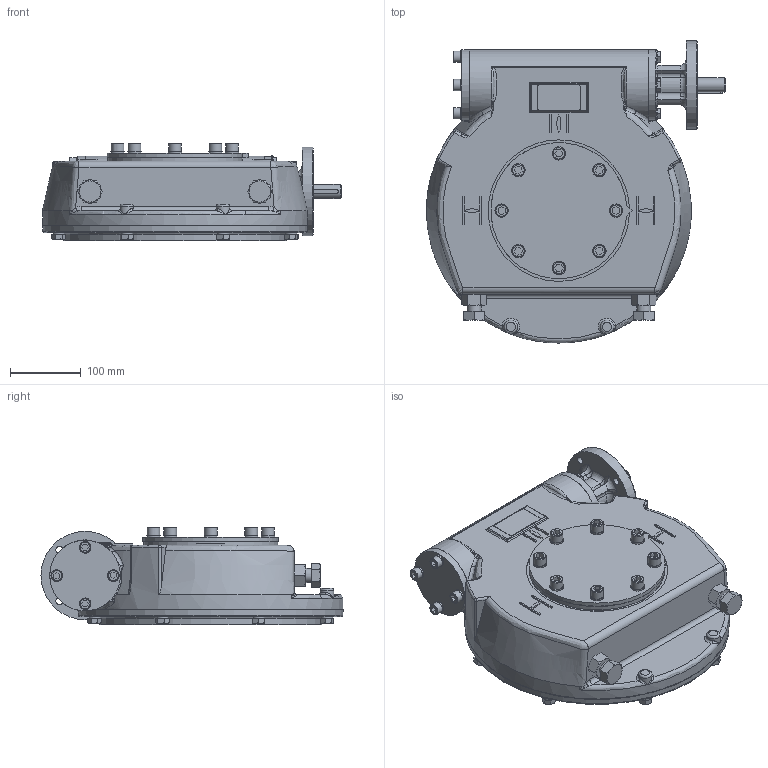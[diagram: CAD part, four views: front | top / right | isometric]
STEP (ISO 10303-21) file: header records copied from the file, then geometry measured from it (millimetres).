
FILE_DESCRIPTION(/* description */ ('Unknown'),/* implementation_level */ '2;1');
FILE_NAME(/* name */ 'PUB-IW63FB-F10-F25',/* time_stamp */ '2016-07-08T10:45:48+01:00',/* author */ ('Unknown'),/* organization */ ('Unknown'),/* preprocessor_version */ 'ST-DEVELOPER v16',/* originating_system */ 'DEX',/* authorisation */ $);
FILE_SCHEMA (('AUTOMOTIVE_DESIGN {1 0 10303 214 3 1 1}'));
Length unit declared in the file: millimetre
Products named in the file (1): PUB-IW63FB-F10-F25
Bounding box: 423.23 x 427.61 x 138.65 mm (x, y, z)
Surface area: 603972.9 mm2 (no closed solid volume)
Topology: 0 solids, 71 shells, 785 faces, 2079 edges, 1364 vertices
Faces by surface type: plane 370, cylinder 146, cone 139, bspline 85, torus 35, sphere 10
Full cylindrical faces by diameter (mm): 10.5 x4, 11 x8, 13.835 x8, 16 x4, 16.6 x12, 18 x8, 19 x10, 20 x3, 21 x4, 30 x1, 30.4 x1, 40.5 x1, 70.05 x1, 100 x2, 125 x1, 130 x1, 190 x1
Entity records: 39858 total; most frequent: CARTESIAN_POINT 19908, ORIENTED_EDGE 3347, DIRECTION 3257, EDGE_CURVE 1887, VERTEX_POINT 1329, AXIS2_PLACEMENT_3D 1295, FACE_BOUND 1095, EDGE_LOOP 1087
